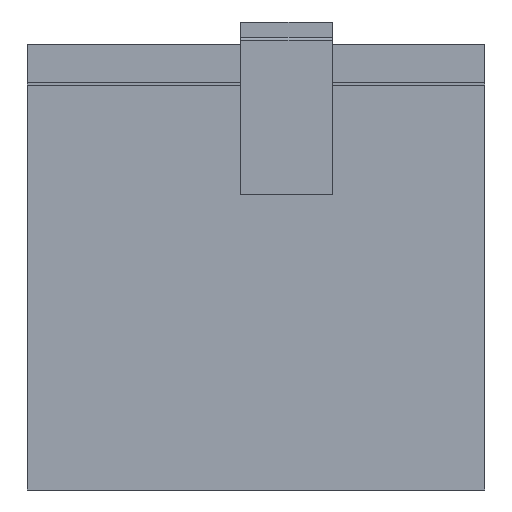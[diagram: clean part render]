
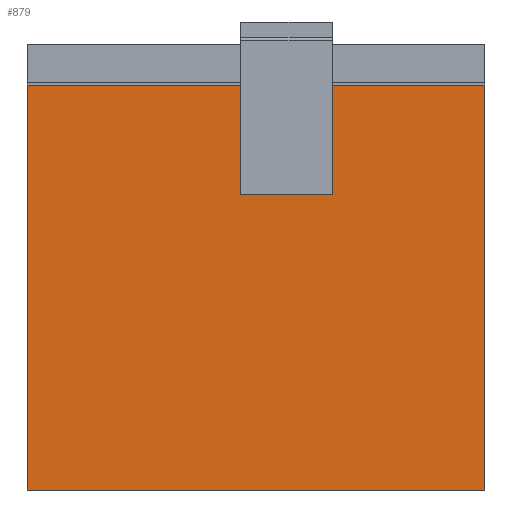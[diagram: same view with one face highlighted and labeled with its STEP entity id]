
A CAD part, front view. The second image highlights one B-rep face of the part: STEP entity #879.
In plain terms, the highlighted planar face has unit normal (0, -1, 0).
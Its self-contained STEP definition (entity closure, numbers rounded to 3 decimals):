
#99=FACE_OUTER_BOUND('',#155,.T.);
#155=EDGE_LOOP('',(#701,#702,#703,#704));
#215=LINE('',#1571,#313);
#221=LINE('',#1582,#319);
#225=LINE('',#1590,#323);
#226=LINE('',#1592,#324);
#313=VECTOR('',#1119,10.);
#319=VECTOR('',#1127,10.);
#323=VECTOR('',#1135,10.);
#324=VECTOR('',#1138,10.);
#411=VERTEX_POINT('',#1569);
#412=VERTEX_POINT('',#1570);
#416=VERTEX_POINT('',#1580);
#418=VERTEX_POINT('',#1588);
#509=EDGE_CURVE('',#411,#412,#215,.T.);
#515=EDGE_CURVE('',#416,#411,#221,.T.);
#519=EDGE_CURVE('',#418,#416,#225,.T.);
#520=EDGE_CURVE('',#418,#412,#226,.T.);
#701=ORIENTED_EDGE('',*,*,#519,.F.);
#702=ORIENTED_EDGE('',*,*,#520,.T.);
#703=ORIENTED_EDGE('',*,*,#509,.F.);
#704=ORIENTED_EDGE('',*,*,#515,.F.);
#827=PLANE('',#973);
#879=ADVANCED_FACE('',(#99),#827,.T.);
#973=AXIS2_PLACEMENT_3D('',#1591,#1136,#1137);
#1119=DIRECTION('',(-1.,0.,0.));
#1127=DIRECTION('',(0.,0.,-1.));
#1135=DIRECTION('',(1.,0.,0.));
#1136=DIRECTION('center_axis',(0.,-1.,0.));
#1137=DIRECTION('ref_axis',(0.,0.,1.));
#1138=DIRECTION('',(0.,0.,-1.));
#1569=CARTESIAN_POINT('',(160.,-6.,-297.));
#1570=CARTESIAN_POINT('',(-140.,-6.,-297.));
#1571=CARTESIAN_POINT('',(60.,-6.,-297.));
#1580=CARTESIAN_POINT('',(160.,-6.,-8.));
#1582=CARTESIAN_POINT('',(160.,-6.,-107.));
#1588=CARTESIAN_POINT('',(-140.,-6.,-8.));
#1590=CARTESIAN_POINT('',(60.,-6.,-8.));
#1591=CARTESIAN_POINT('Origin',(60.,-6.,-107.));
#1592=CARTESIAN_POINT('',(-140.,-6.,-107.));
